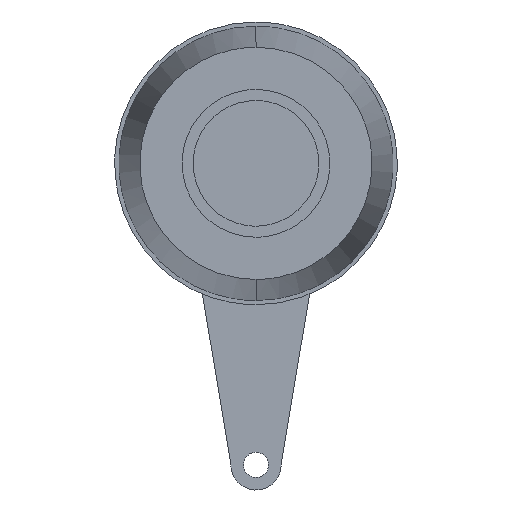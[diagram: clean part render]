
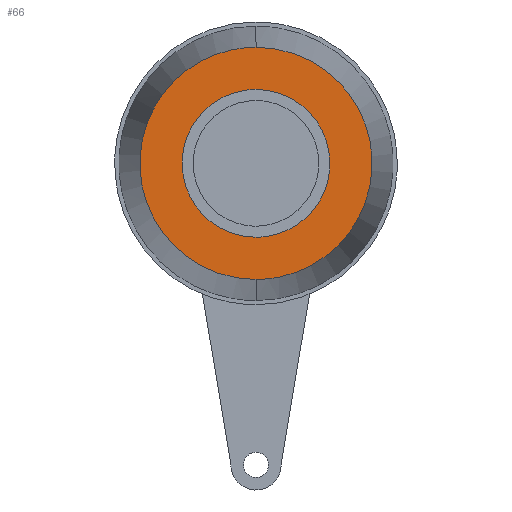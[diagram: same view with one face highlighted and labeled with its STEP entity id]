
A CAD part, front view. The second image highlights one B-rep face of the part: STEP entity #66.
In plain terms, the highlighted planar face has unit normal (0, -1, 0).
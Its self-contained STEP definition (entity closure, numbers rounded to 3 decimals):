
#41=FACE_BOUND('',#433,.T.);
#66=ADVANCED_FACE('',(#249,#41),#2861,.T.);
#249=FACE_OUTER_BOUND('',#432,.T.);
#432=EDGE_LOOP('',(#644,#645));
#433=EDGE_LOOP('',(#646,#647));
#644=ORIENTED_EDGE('',*,*,#1601,.F.);
#645=ORIENTED_EDGE('',*,*,#1591,.F.);
#646=ORIENTED_EDGE('',*,*,#1596,.T.);
#647=ORIENTED_EDGE('',*,*,#1605,.T.);
#1591=EDGE_CURVE('',#2544,#2550,#2317,.T.);
#1596=EDGE_CURVE('',#2547,#2553,#2321,.T.);
#1601=EDGE_CURVE('',#2550,#2544,#2325,.T.);
#1605=EDGE_CURVE('',#2553,#2547,#2329,.T.);
#2317=(
BOUNDED_CURVE()
B_SPLINE_CURVE(2,(#3236,#3237,#3238,#3239,#3240),.UNSPECIFIED.,.F.,.F.)
B_SPLINE_CURVE_WITH_KNOTS((3,2,3),(0.,1.571,3.142),
 .UNSPECIFIED.)
CURVE()
GEOMETRIC_REPRESENTATION_ITEM()
RATIONAL_B_SPLINE_CURVE((1.,0.707,1.,0.707,1.))
REPRESENTATION_ITEM('')
);
#2321=(
BOUNDED_CURVE()
B_SPLINE_CURVE(2,(#3255,#3256,#3257,#3258,#3259),.UNSPECIFIED.,.F.,.F.)
B_SPLINE_CURVE_WITH_KNOTS((3,2,3),(-21.991,-16.493,-10.996),
 .UNSPECIFIED.)
CURVE()
GEOMETRIC_REPRESENTATION_ITEM()
RATIONAL_B_SPLINE_CURVE((1.,0.707,1.,0.707,1.))
REPRESENTATION_ITEM('')
);
#2325=(
BOUNDED_CURVE()
B_SPLINE_CURVE(2,(#3274,#3275,#3276,#3277,#3278),.UNSPECIFIED.,.F.,.F.)
B_SPLINE_CURVE_WITH_KNOTS((3,2,3),(3.142,4.712,6.283),
 .UNSPECIFIED.)
CURVE()
GEOMETRIC_REPRESENTATION_ITEM()
RATIONAL_B_SPLINE_CURVE((1.,0.707,1.,0.707,1.))
REPRESENTATION_ITEM('')
);
#2329=(
BOUNDED_CURVE()
B_SPLINE_CURVE(2,(#3291,#3292,#3293,#3294,#3295),.UNSPECIFIED.,.F.,.F.)
B_SPLINE_CURVE_WITH_KNOTS((3,2,3),(-10.996,-5.498,0.),
 .UNSPECIFIED.)
CURVE()
GEOMETRIC_REPRESENTATION_ITEM()
RATIONAL_B_SPLINE_CURVE((1.,0.707,1.,0.707,1.))
REPRESENTATION_ITEM('')
);
#2544=VERTEX_POINT('',#3214);
#2547=VERTEX_POINT('',#3217);
#2550=VERTEX_POINT('',#3220);
#2553=VERTEX_POINT('',#3223);
#2861=PLANE('',#3013);
#3013=AXIS2_PLACEMENT_3D('',#3137,#3057,$);
#3057=DIRECTION('',(0.,-1.,0.));
#3137=CARTESIAN_POINT('',(6.805,0.07,1.57));
#3214=CARTESIAN_POINT('',(-0.125,0.07,15.43));
#3217=CARTESIAN_POINT('',(-0.125,0.07,12.91));
#3220=CARTESIAN_POINT('',(-0.125,0.07,1.57));
#3223=CARTESIAN_POINT('',(-0.125,0.07,4.09));
#3236=CARTESIAN_POINT('',(-0.125,0.07,15.43));
#3237=CARTESIAN_POINT('',(6.805,0.07,15.43));
#3238=CARTESIAN_POINT('',(6.805,0.07,8.5));
#3239=CARTESIAN_POINT('',(6.805,0.07,1.57));
#3240=CARTESIAN_POINT('',(-0.125,0.07,1.57));
#3255=CARTESIAN_POINT('',(-0.125,0.07,12.91));
#3256=CARTESIAN_POINT('',(4.285,0.07,12.91));
#3257=CARTESIAN_POINT('',(4.285,0.07,8.5));
#3258=CARTESIAN_POINT('',(4.285,0.07,4.09));
#3259=CARTESIAN_POINT('',(-0.125,0.07,4.09));
#3274=CARTESIAN_POINT('',(-0.125,0.07,1.57));
#3275=CARTESIAN_POINT('',(-7.055,0.07,1.57));
#3276=CARTESIAN_POINT('',(-7.055,0.07,8.5));
#3277=CARTESIAN_POINT('',(-7.055,0.07,15.43));
#3278=CARTESIAN_POINT('',(-0.125,0.07,15.43));
#3291=CARTESIAN_POINT('',(-0.125,0.07,4.09));
#3292=CARTESIAN_POINT('',(-4.535,0.07,4.09));
#3293=CARTESIAN_POINT('',(-4.535,0.07,8.5));
#3294=CARTESIAN_POINT('',(-4.535,0.07,12.91));
#3295=CARTESIAN_POINT('',(-0.125,0.07,12.91));
